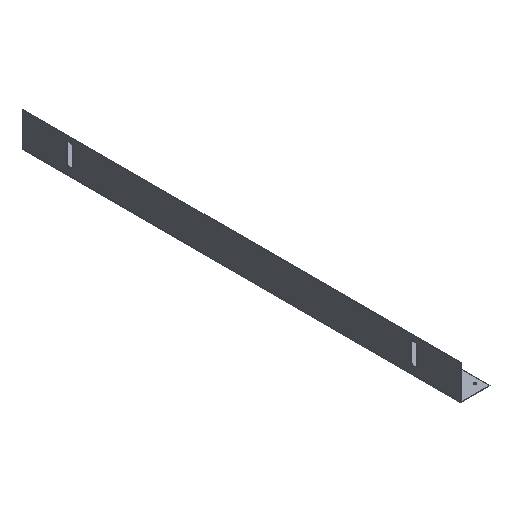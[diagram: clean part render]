
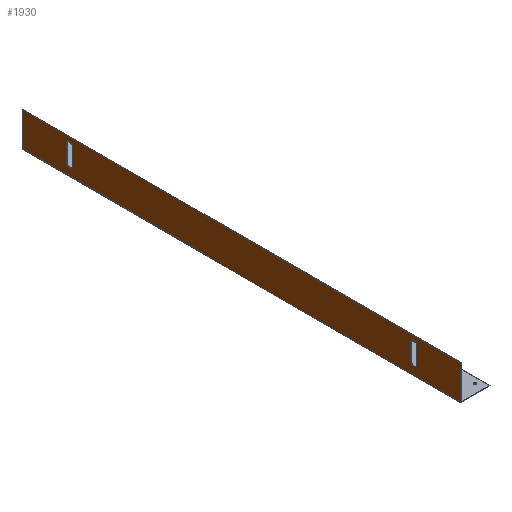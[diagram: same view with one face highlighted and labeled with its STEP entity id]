
A CAD part, isometric view. The second image highlights one B-rep face of the part: STEP entity #1930.
In plain terms, the highlighted planar face has unit normal (-1, 0, 0).
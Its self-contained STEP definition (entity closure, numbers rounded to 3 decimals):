
#28 = CARTESIAN_POINT ( 'NONE',  ( 0., -225., 13.5 ) ) ;
#36 = DIRECTION ( 'NONE',  ( 0., 0., 1. ) ) ;
#42 = DIRECTION ( 'NONE',  ( 1., 0., 0. ) ) ;
#44 = DIRECTION ( 'NONE',  ( 0., 0., -1. ) ) ;
#63 = ORIENTED_EDGE ( 'NONE', *, *, #1062, .F. ) ;
#85 = CIRCLE ( 'NONE', #580, 3.5 ) ;
#102 = AXIS2_PLACEMENT_3D ( 'NONE', #1169, #42, #1368 ) ;
#103 = LINE ( 'NONE', #1152, #2315 ) ;
#138 = VECTOR ( 'NONE', #560, 1000. ) ;
#143 = CARTESIAN_POINT ( 'NONE',  ( 0., 287., 45. ) ) ;
#195 = AXIS2_PLACEMENT_3D ( 'NONE', #143, #910, #2115 ) ;
#207 = DIRECTION ( 'NONE',  ( 0., 0., 1. ) ) ;
#219 = DIRECTION ( 'NONE',  ( 0., 0., -1. ) ) ;
#233 = CARTESIAN_POINT ( 'NONE',  ( 0., 287., 45. ) ) ;
#246 = CIRCLE ( 'NONE', #1092, 3.5 ) ;
#276 = CIRCLE ( 'NONE', #595, 3.5 ) ;
#355 = LINE ( 'NONE', #764, #138 ) ;
#358 = VERTEX_POINT ( 'NONE', #1246 ) ;
#388 = ORIENTED_EDGE ( 'NONE', *, *, #1052, .T. ) ;
#413 = EDGE_LOOP ( 'NONE', ( #1733, #414, #1687, #2041, #641 ) ) ;
#414 = ORIENTED_EDGE ( 'NONE', *, *, #1009, .T. ) ;
#447 = VERTEX_POINT ( 'NONE', #1258 ) ;
#453 = VERTEX_POINT ( 'NONE', #1220 ) ;
#466 = CARTESIAN_POINT ( 'NONE',  ( 0., 228.5, 13.5 ) ) ;
#489 = CIRCLE ( 'NONE', #102, 3.5 ) ;
#499 = DIRECTION ( 'NONE',  ( 1., 0., 0. ) ) ;
#516 = CARTESIAN_POINT ( 'NONE',  ( 0., -287., 45. ) ) ;
#522 = CARTESIAN_POINT ( 'NONE',  ( 0., 287., 0. ) ) ;
#559 = AXIS2_PLACEMENT_3D ( 'NONE', #1851, #791, #2011 ) ;
#560 = DIRECTION ( 'NONE',  ( 0., 0., -1. ) ) ;
#561 = VERTEX_POINT ( 'NONE', #859 ) ;
#580 = AXIS2_PLACEMENT_3D ( 'NONE', #28, #1346, #207 ) ;
#583 = AXIS2_PLACEMENT_3D ( 'NONE', #2172, #1157, #36 ) ;
#595 = AXIS2_PLACEMENT_3D ( 'NONE', #1989, #953, #2155 ) ;
#598 = DIRECTION ( 'NONE',  ( 0., -1., 0. ) ) ;
#609 = VERTEX_POINT ( 'NONE', #466 ) ;
#614 = ORIENTED_EDGE ( 'NONE', *, *, #1039, .T. ) ;
#641 = ORIENTED_EDGE ( 'NONE', *, *, #1026, .T. ) ;
#701 = EDGE_CURVE ( 'NONE', #726, #2118, #246, .T. ) ;
#724 = ORIENTED_EDGE ( 'NONE', *, *, #1054, .T. ) ;
#726 = VERTEX_POINT ( 'NONE', #1639 ) ;
#764 = CARTESIAN_POINT ( 'NONE',  ( 0., -228.5, 36.5 ) ) ;
#785 = EDGE_CURVE ( 'NONE', #828, #789, #1984, .T. ) ;
#789 = VERTEX_POINT ( 'NONE', #1115 ) ;
#791 = DIRECTION ( 'NONE',  ( 1., 0., 0. ) ) ;
#828 = VERTEX_POINT ( 'NONE', #522 ) ;
#859 = CARTESIAN_POINT ( 'NONE',  ( 0., 221.5, 13.5 ) ) ;
#866 = ORIENTED_EDGE ( 'NONE', *, *, #1034, .T. ) ;
#910 = DIRECTION ( 'NONE',  ( -1., 0., 0. ) ) ;
#920 = EDGE_LOOP ( 'NONE', ( #63, #1656, #2187, #1770 ) ) ;
#953 = DIRECTION ( 'NONE',  ( 1., 0., 0. ) ) ;
#960 = ORIENTED_EDGE ( 'NONE', *, *, #2130, .T. ) ;
#975 = CARTESIAN_POINT ( 'NONE',  ( 0., 221.5, 36.5 ) ) ;
#995 = EDGE_CURVE ( 'NONE', #447, #1559, #276, .T. ) ;
#1009 = EDGE_CURVE ( 'NONE', #1559, #1347, #355, .T. ) ;
#1024 = EDGE_CURVE ( 'NONE', #1347, #726, #85, .T. ) ;
#1026 = EDGE_CURVE ( 'NONE', #2118, #447, #103, .T. ) ;
#1034 = EDGE_CURVE ( 'NONE', #1957, #1433, #2096, .T. ) ;
#1039 = EDGE_CURVE ( 'NONE', #1433, #561, #2049, .T. ) ;
#1052 = EDGE_CURVE ( 'NONE', #561, #358, #2068, .T. ) ;
#1054 = EDGE_CURVE ( 'NONE', #609, #1957, #2152, .T. ) ;
#1062 = EDGE_CURVE ( 'NONE', #1489, #789, #2254, .T. ) ;
#1067 = EDGE_CURVE ( 'NONE', #453, #1489, #1970, .T. ) ;
#1084 = EDGE_CURVE ( 'NONE', #453, #828, #1722, .T. ) ;
#1092 = AXIS2_PLACEMENT_3D ( 'NONE', #1681, #499, #1755 ) ;
#1114 = CARTESIAN_POINT ( 'NONE',  ( 0., -228.5, 13.5 ) ) ;
#1115 = CARTESIAN_POINT ( 'NONE',  ( 0., -287., 0. ) ) ;
#1152 = CARTESIAN_POINT ( 'NONE',  ( 0., -221.5, 36.5 ) ) ;
#1157 = DIRECTION ( 'NONE',  ( 1., 0., 0. ) ) ;
#1169 = CARTESIAN_POINT ( 'NONE',  ( 0., 225., 13.5 ) ) ;
#1179 = EDGE_LOOP ( 'NONE', ( #866, #614, #388, #960, #724 ) ) ;
#1220 = CARTESIAN_POINT ( 'NONE',  ( 0., 287., 45. ) ) ;
#1246 = CARTESIAN_POINT ( 'NONE',  ( 0., 225., 10. ) ) ;
#1258 = CARTESIAN_POINT ( 'NONE',  ( 0., -221.5, 36.5 ) ) ;
#1272 = CARTESIAN_POINT ( 'NONE',  ( 0., 287., 0. ) ) ;
#1323 = DIRECTION ( 'NONE',  ( 0., -1., 0. ) ) ;
#1346 = DIRECTION ( 'NONE',  ( 1., 0., 0. ) ) ;
#1347 = VERTEX_POINT ( 'NONE', #1114 ) ;
#1359 = CARTESIAN_POINT ( 'NONE',  ( 0., -221.5, 13.5 ) ) ;
#1362 = DIRECTION ( 'NONE',  ( 0., 0., 1. ) ) ;
#1368 = DIRECTION ( 'NONE',  ( 0., 0., 1. ) ) ;
#1433 = VERTEX_POINT ( 'NONE', #2264 ) ;
#1489 = VERTEX_POINT ( 'NONE', #516 ) ;
#1559 = VERTEX_POINT ( 'NONE', #1679 ) ;
#1634 = PLANE ( 'NONE',  #195 ) ;
#1639 = CARTESIAN_POINT ( 'NONE',  ( 0., -225., 10. ) ) ;
#1656 = ORIENTED_EDGE ( 'NONE', *, *, #1067, .F. ) ;
#1675 = VECTOR ( 'NONE', #1856, 1000. ) ;
#1679 = CARTESIAN_POINT ( 'NONE',  ( 0., -228.5, 36.5 ) ) ;
#1681 = CARTESIAN_POINT ( 'NONE',  ( 0., -225., 13.5 ) ) ;
#1687 = ORIENTED_EDGE ( 'NONE', *, *, #1024, .T. ) ;
#1694 = CARTESIAN_POINT ( 'NONE',  ( 0., 287., 45. ) ) ;
#1722 = LINE ( 'NONE', #233, #1675 ) ;
#1733 = ORIENTED_EDGE ( 'NONE', *, *, #995, .T. ) ;
#1755 = DIRECTION ( 'NONE',  ( 0., 0., 1. ) ) ;
#1762 = VECTOR ( 'NONE', #598, 1000. ) ;
#1770 = ORIENTED_EDGE ( 'NONE', *, *, #785, .T. ) ;
#1808 = FACE_BOUND ( 'NONE', #413, .T. ) ;
#1819 = VECTOR ( 'NONE', #44, 1000. ) ;
#1836 = DIRECTION ( 'NONE',  ( 0., 0., 1. ) ) ;
#1851 = CARTESIAN_POINT ( 'NONE',  ( 0., 225., 13.5 ) ) ;
#1856 = DIRECTION ( 'NONE',  ( 0., 0., -1. ) ) ;
#1862 = FACE_BOUND ( 'NONE', #1179, .T. ) ;
#1895 = VECTOR ( 'NONE', #1323, 1000. ) ;
#1930 = ADVANCED_FACE ( 'NONE', ( #1808, #1862, #1932 ), #1634, .T. ) ;
#1932 = FACE_OUTER_BOUND ( 'NONE', #920, .T. ) ;
#1943 = VECTOR ( 'NONE', #1362, 1000. ) ;
#1957 = VERTEX_POINT ( 'NONE', #2291 ) ;
#1970 = LINE ( 'NONE', #1694, #1762 ) ;
#1984 = LINE ( 'NONE', #1272, #1895 ) ;
#1989 = CARTESIAN_POINT ( 'NONE',  ( 0., -225., 36.5 ) ) ;
#1997 = VECTOR ( 'NONE', #219, 1000. ) ;
#1998 = CARTESIAN_POINT ( 'NONE',  ( 0., 228.5, 36.5 ) ) ;
#2011 = DIRECTION ( 'NONE',  ( 0., 0., 1. ) ) ;
#2041 = ORIENTED_EDGE ( 'NONE', *, *, #701, .T. ) ;
#2049 = LINE ( 'NONE', #975, #1997 ) ;
#2068 = CIRCLE ( 'NONE', #559, 3.5 ) ;
#2096 = CIRCLE ( 'NONE', #583, 3.5 ) ;
#2115 = DIRECTION ( 'NONE',  ( 0., 0., 1. ) ) ;
#2118 = VERTEX_POINT ( 'NONE', #1359 ) ;
#2130 = EDGE_CURVE ( 'NONE', #358, #609, #489, .T. ) ;
#2152 = LINE ( 'NONE', #1998, #1943 ) ;
#2155 = DIRECTION ( 'NONE',  ( 0., 0., 1. ) ) ;
#2172 = CARTESIAN_POINT ( 'NONE',  ( 0., 225., 36.5 ) ) ;
#2182 = CARTESIAN_POINT ( 'NONE',  ( 0., -287., 45. ) ) ;
#2187 = ORIENTED_EDGE ( 'NONE', *, *, #1084, .T. ) ;
#2254 = LINE ( 'NONE', #2182, #1819 ) ;
#2264 = CARTESIAN_POINT ( 'NONE',  ( 0., 221.5, 36.5 ) ) ;
#2291 = CARTESIAN_POINT ( 'NONE',  ( 0., 228.5, 36.5 ) ) ;
#2315 = VECTOR ( 'NONE', #1836, 1000. ) ;
